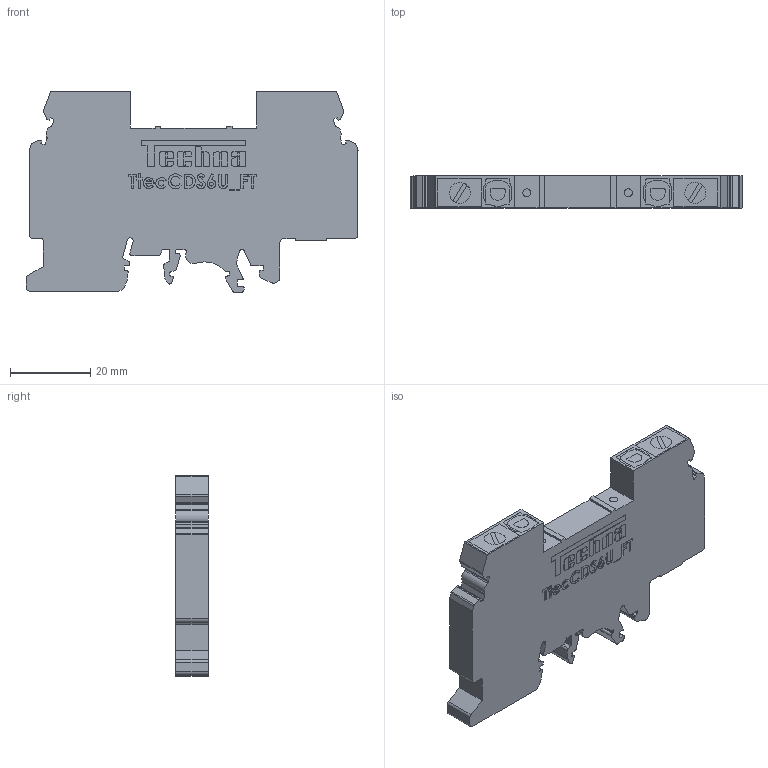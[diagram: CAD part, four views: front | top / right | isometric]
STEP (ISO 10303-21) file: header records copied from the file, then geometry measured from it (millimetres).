
FILE_DESCRIPTION (( 'STEP AP214' ), '1' );
FILE_NAME ('TtecCDS6U_FT.STEP', '2020-10-19T09:32:01', ( '' ), ( '' ), 'SwSTEP 2.0', 'SolidWorks 2020', '' );
FILE_SCHEMA (( 'AUTOMOTIVE_DESIGN' ));
Length unit declared in the file: millimetre
Products named in the file (1): TtecCDS6U_FT
Bounding box: 82.8 x 8 x 50.11 mm (x, y, z)
Volume: 25157.6 mm3; surface area: 9274.5 mm2
Topology: 1 solids, 1 shells, 822 faces, 2284 edges, 1520 vertices
Faces by surface type: plane 452, cylinder 258, bspline 112
Entity records: 38395 total; most frequent: CARTESIAN_POINT 11555, ORIENTED_EDGE 4568, DIRECTION 4002, EDGE_CURVE 2284, VECTOR 1540, LINE 1540, VERTEX_POINT 1520, AXIS2_PLACEMENT_3D 1231
